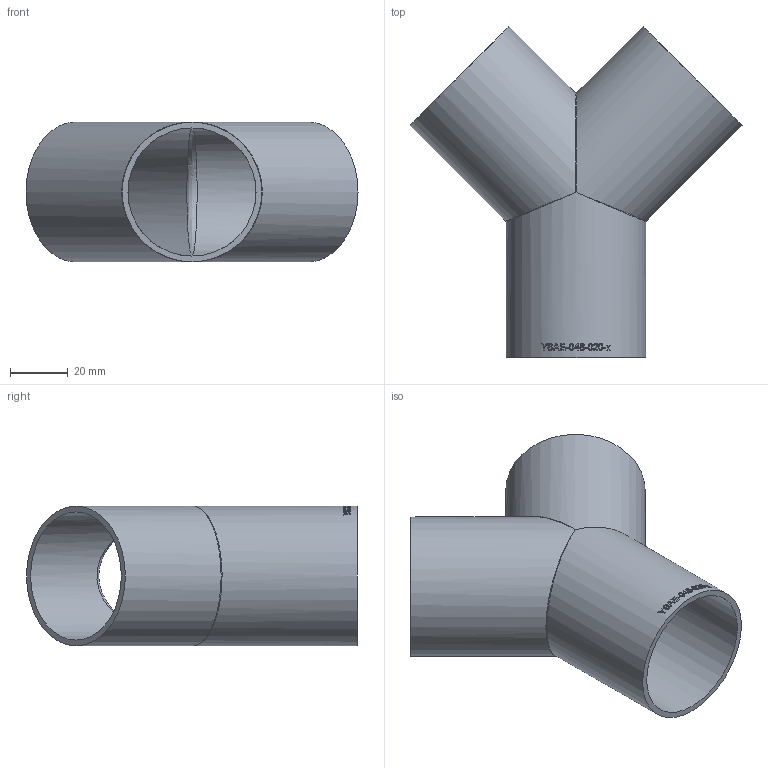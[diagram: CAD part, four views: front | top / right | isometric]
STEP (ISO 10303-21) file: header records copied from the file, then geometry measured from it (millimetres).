
FILE_DESCRIPTION (( 'STEP AP214' ), '1' );
FILE_NAME ('YSAE-048-020-x Y-Stück 2005.STEP', '2020-05-27T07:57:20', ( '' ), ( '' ), 'SwSTEP 2.0', 'SolidWorks 2019', '' );
FILE_SCHEMA (( 'AUTOMOTIVE_DESIGN' ));
Length unit declared in the file: millimetre
Products named in the file (1): YSAE-048-020-x Y-Stück 2005
Bounding box: 114.76 x 114.38 x 48.3 mm (x, y, z)
Volume: 41854.5 mm3; surface area: 42727.9 mm2
Topology: 1 solids, 1 shells, 188 faces, 499 edges, 320 vertices
Faces by surface type: bspline 103, plane 58, cylinder 27
Full cylindrical faces by diameter (mm): 44.3 x3, 48.3 x3
Entity records: 18593 total; most frequent: CARTESIAN_POINT 13085, ORIENTED_EDGE 948, EDGE_CURVE 474, DIRECTION 400, VERTEX_POINT 314, B_SPLINE_CURVE_WITH_KNOTS 308, EDGE_LOOP 218, FACE_OUTER_BOUND 194
